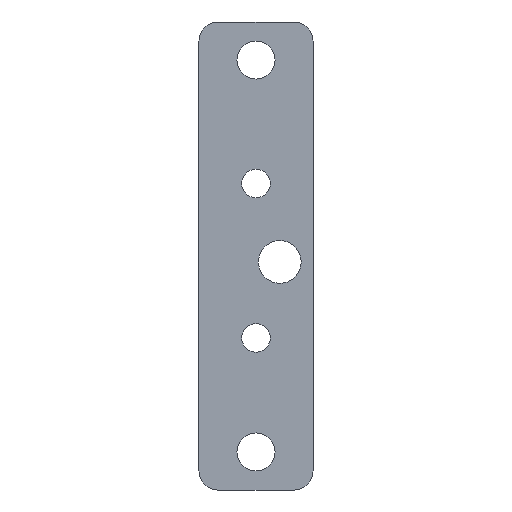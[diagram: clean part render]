
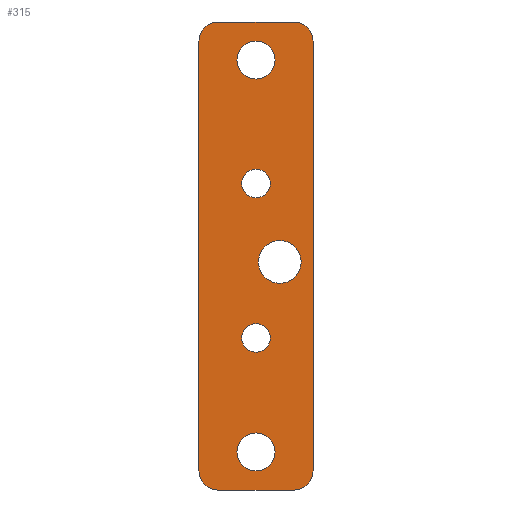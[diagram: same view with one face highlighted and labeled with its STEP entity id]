
A CAD part, left-side view. The second image highlights one B-rep face of the part: STEP entity #315.
In plain terms, the highlighted planar face has unit normal (-1, 0, 0).
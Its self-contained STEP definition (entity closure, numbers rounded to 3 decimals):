
#29=FACE_BOUND('',#69,.T.);
#30=FACE_BOUND('',#70,.T.);
#31=FACE_BOUND('',#71,.T.);
#32=FACE_BOUND('',#72,.T.);
#33=FACE_BOUND('',#73,.T.);
#35=PLANE('',#360);
#46=FACE_OUTER_BOUND('',#68,.T.);
#68=EDGE_LOOP('',(#254,#255,#256,#257,#258,#259,#260,#261));
#69=EDGE_LOOP('',(#262));
#70=EDGE_LOOP('',(#263));
#71=EDGE_LOOP('',(#264));
#72=EDGE_LOOP('',(#265));
#73=EDGE_LOOP('',(#266));
#94=LINE('',#528,#117);
#95=LINE('',#532,#118);
#96=LINE('',#536,#119);
#97=LINE('',#539,#120);
#117=VECTOR('',#431,10.);
#118=VECTOR('',#434,10.);
#119=VECTOR('',#437,10.);
#120=VECTOR('',#440,10.);
#140=CIRCLE('',#353,1.5);
#142=CIRCLE('',#357,1.5);
#143=CIRCLE('',#359,2.);
#144=CIRCLE('',#361,2.);
#145=CIRCLE('',#362,2.);
#146=CIRCLE('',#363,2.);
#147=CIRCLE('',#364,2.25);
#148=CIRCLE('',#365,2.);
#149=CIRCLE('',#366,2.);
#164=VERTEX_POINT('',#509);
#166=VERTEX_POINT('',#517);
#167=VERTEX_POINT('',#521);
#168=VERTEX_POINT('',#523);
#169=VERTEX_POINT('',#527);
#170=VERTEX_POINT('',#529);
#171=VERTEX_POINT('',#531);
#172=VERTEX_POINT('',#533);
#173=VERTEX_POINT('',#535);
#174=VERTEX_POINT('',#537);
#175=VERTEX_POINT('',#540);
#176=VERTEX_POINT('',#542);
#177=VERTEX_POINT('',#544);
#194=EDGE_CURVE('',#164,#164,#140,.T.);
#198=EDGE_CURVE('',#166,#166,#142,.T.);
#200=EDGE_CURVE('',#167,#168,#143,.T.);
#202=EDGE_CURVE('',#167,#169,#94,.T.);
#203=EDGE_CURVE('',#170,#169,#144,.T.);
#204=EDGE_CURVE('',#170,#171,#95,.T.);
#205=EDGE_CURVE('',#172,#171,#145,.T.);
#206=EDGE_CURVE('',#172,#173,#96,.T.);
#207=EDGE_CURVE('',#174,#173,#146,.T.);
#208=EDGE_CURVE('',#168,#174,#97,.T.);
#209=EDGE_CURVE('',#175,#175,#147,.T.);
#210=EDGE_CURVE('',#176,#176,#148,.T.);
#211=EDGE_CURVE('',#177,#177,#149,.T.);
#254=ORIENTED_EDGE('',*,*,#200,.F.);
#255=ORIENTED_EDGE('',*,*,#202,.T.);
#256=ORIENTED_EDGE('',*,*,#203,.F.);
#257=ORIENTED_EDGE('',*,*,#204,.T.);
#258=ORIENTED_EDGE('',*,*,#205,.F.);
#259=ORIENTED_EDGE('',*,*,#206,.T.);
#260=ORIENTED_EDGE('',*,*,#207,.F.);
#261=ORIENTED_EDGE('',*,*,#208,.F.);
#262=ORIENTED_EDGE('',*,*,#209,.F.);
#263=ORIENTED_EDGE('',*,*,#194,.F.);
#264=ORIENTED_EDGE('',*,*,#210,.F.);
#265=ORIENTED_EDGE('',*,*,#211,.F.);
#266=ORIENTED_EDGE('',*,*,#198,.F.);
#315=ADVANCED_FACE('',(#46,#29,#30,#31,#32,#33),#35,.F.);
#353=AXIS2_PLACEMENT_3D('',#511,#411,#412);
#357=AXIS2_PLACEMENT_3D('',#519,#421,#422);
#359=AXIS2_PLACEMENT_3D('',#524,#426,#427);
#360=AXIS2_PLACEMENT_3D('',#526,#429,#430);
#361=AXIS2_PLACEMENT_3D('',#530,#432,#433);
#362=AXIS2_PLACEMENT_3D('',#534,#435,#436);
#363=AXIS2_PLACEMENT_3D('',#538,#438,#439);
#364=AXIS2_PLACEMENT_3D('',#541,#441,#442);
#365=AXIS2_PLACEMENT_3D('',#543,#443,#444);
#366=AXIS2_PLACEMENT_3D('',#545,#445,#446);
#411=DIRECTION('center_axis',(-1.,0.,0.));
#412=DIRECTION('ref_axis',(0.,0.,-1.));
#421=DIRECTION('center_axis',(-1.,0.,0.));
#422=DIRECTION('ref_axis',(0.,0.,-1.));
#426=DIRECTION('center_axis',(1.,0.,0.));
#427=DIRECTION('ref_axis',(0.,0.707,-0.707));
#429=DIRECTION('center_axis',(1.,0.,0.));
#430=DIRECTION('ref_axis',(0.,0.,-1.));
#431=DIRECTION('',(0.,-1.,0.));
#432=DIRECTION('center_axis',(1.,0.,0.));
#433=DIRECTION('ref_axis',(0.,-0.707,-0.707));
#434=DIRECTION('',(0.,0.,1.));
#435=DIRECTION('center_axis',(1.,0.,0.));
#436=DIRECTION('ref_axis',(0.,-0.707,0.707));
#437=DIRECTION('',(0.,1.,0.));
#438=DIRECTION('center_axis',(1.,0.,0.));
#439=DIRECTION('ref_axis',(0.,0.707,0.707));
#440=DIRECTION('',(0.,0.,1.));
#441=DIRECTION('center_axis',(-1.,0.,0.));
#442=DIRECTION('ref_axis',(0.,0.,-1.));
#443=DIRECTION('center_axis',(-1.,0.,0.));
#444=DIRECTION('ref_axis',(0.,0.,-1.));
#445=DIRECTION('center_axis',(-1.,0.,0.));
#446=DIRECTION('ref_axis',(0.,0.,-1.));
#509=CARTESIAN_POINT('',(30.456,37.65,1.5));
#511=CARTESIAN_POINT('Origin',(30.456,37.65,0.));
#517=CARTESIAN_POINT('',(30.456,37.65,17.75));
#519=CARTESIAN_POINT('Origin',(30.456,37.65,16.25));
#521=CARTESIAN_POINT('',(30.456,41.65,-16.));
#523=CARTESIAN_POINT('',(30.456,43.65,-14.));
#524=CARTESIAN_POINT('Origin',(30.456,41.65,-14.));
#526=CARTESIAN_POINT('Origin',(30.456,37.65,8.625));
#527=CARTESIAN_POINT('',(30.456,33.65,-16.));
#528=CARTESIAN_POINT('',(30.456,43.65,-16.));
#529=CARTESIAN_POINT('',(30.456,31.65,-14.));
#530=CARTESIAN_POINT('Origin',(30.456,33.65,-14.));
#531=CARTESIAN_POINT('',(30.456,31.65,31.25));
#532=CARTESIAN_POINT('',(30.456,31.65,23.25));
#533=CARTESIAN_POINT('',(30.456,33.65,33.25));
#534=CARTESIAN_POINT('Origin',(30.456,33.65,31.25));
#535=CARTESIAN_POINT('',(30.456,41.65,33.25));
#536=CARTESIAN_POINT('',(30.456,31.65,33.25));
#537=CARTESIAN_POINT('',(30.456,43.65,31.25));
#538=CARTESIAN_POINT('Origin',(30.456,41.65,31.25));
#539=CARTESIAN_POINT('',(30.456,43.65,-6.));
#540=CARTESIAN_POINT('',(30.456,35.15,10.25));
#541=CARTESIAN_POINT('Origin',(30.456,35.15,8.));
#542=CARTESIAN_POINT('',(30.456,37.65,31.25));
#543=CARTESIAN_POINT('Origin',(30.456,37.65,29.25));
#544=CARTESIAN_POINT('',(30.456,37.65,-10.));
#545=CARTESIAN_POINT('Origin',(30.456,37.65,-12.));
